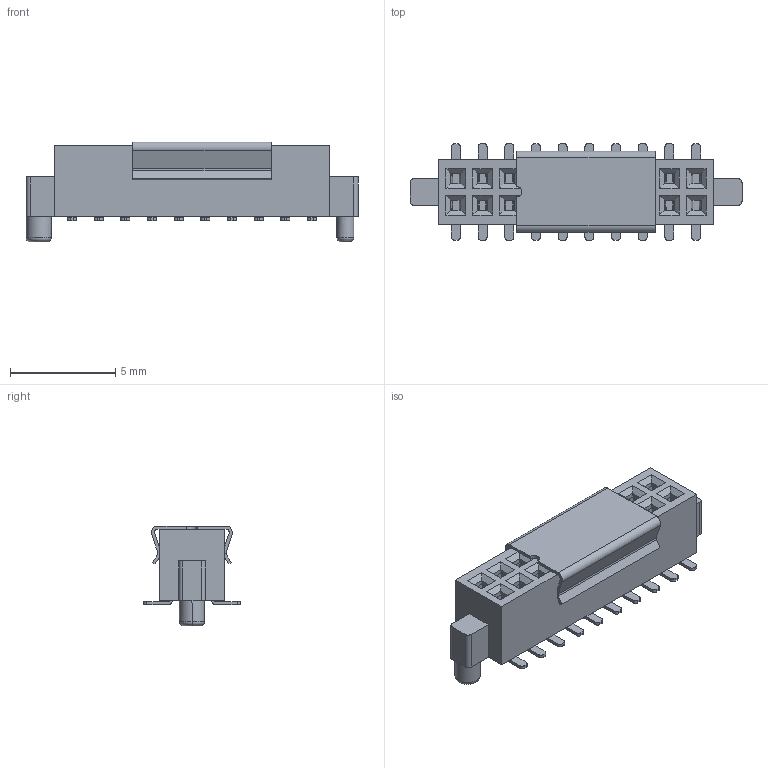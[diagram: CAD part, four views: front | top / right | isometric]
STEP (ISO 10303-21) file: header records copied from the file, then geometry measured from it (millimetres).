
FILE_DESCRIPTION( ('This file contains a STEP AP42 implementation' ,'as created by ZW3D STEP Interface translator.') ,'2;1' );
FILE_NAME( '2334-2XXMXXCUNX3.stp' ,'23 410.142422', (''), ('ZWCAD Software Co.'), 'Version 1.0', 'ZW3D to STEP translator', '' );
FILE_SCHEMA(('AUTOMOTIVE_DESIGN { 1 0 10303 214 1 1 1 1 }'));
Length unit declared in the file: millimetre
Products named in the file (1): 0
Bounding box: 15.8 x 4.6 x 4.76 mm (x, y, z)
Volume: 121.6 mm3; surface area: 708.5 mm2
Topology: 1 solids, 1 shells, 2030 faces, 5613 edges, 3622 vertices
Faces by surface type: plane 1007, cylinder 689, bspline 291, torus 43
Entity records: 71173 total; most frequent: CARTESIAN_POINT 19896, ORIENTED_EDGE 11230, DIRECTION 8566, EDGE_CURVE 5613, VERTEX_POINT 3622, VECTOR 3384, LINE 3384, AXIS2_PLACEMENT_3D 2591
